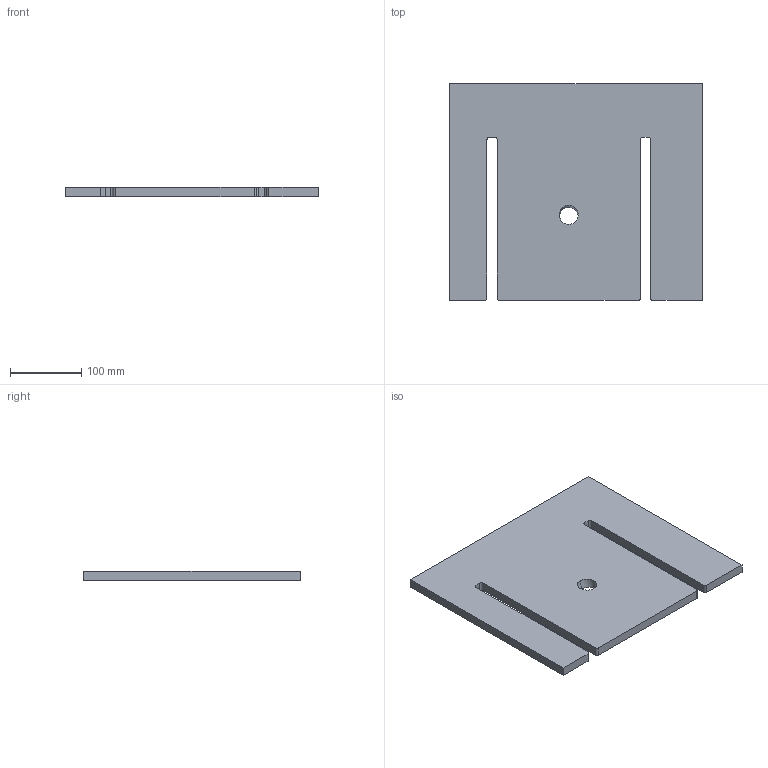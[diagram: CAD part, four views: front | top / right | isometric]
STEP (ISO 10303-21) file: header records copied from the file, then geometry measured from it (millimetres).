
FILE_DESCRIPTION (( 'STEP AP214' ), '1' );
FILE_NAME ('Pink_9.STEP', '2024-03-26T23:09:31', ( '' ), ( '' ), 'SwSTEP 2.0', 'SolidWorks 2024', '' );
FILE_SCHEMA (( 'AUTOMOTIVE_DESIGN' ));
Length unit declared in the file: inch
Products named in the file (1): Pink_9
Bounding box: 355.6 x 304.8 x 12.7 mm (x, y, z)
Volume: 1286240.4 mm3; surface area: 231953 mm2
Topology: 1 solids, 1 shells, 24 faces, 66 edges, 44 vertices
Faces by surface type: plane 14, cylinder 8, torus 2
Entity records: 987 total; most frequent: CARTESIAN_POINT 331, ORIENTED_EDGE 132, DIRECTION 130, EDGE_CURVE 66, VECTOR 44, VERTEX_POINT 44, LINE 44, AXIS2_PLACEMENT_3D 43
